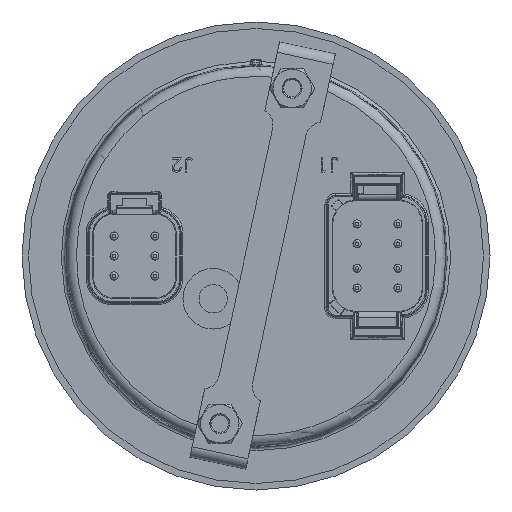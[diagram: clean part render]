
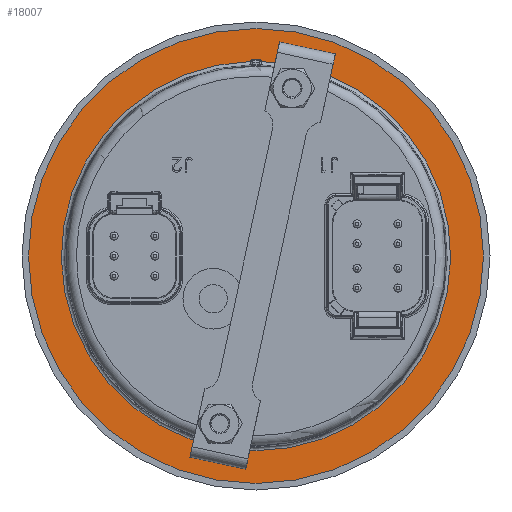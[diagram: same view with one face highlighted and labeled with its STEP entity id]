
A CAD part, front view. The second image highlights one B-rep face of the part: STEP entity #18007.
In plain terms, the highlighted planar face has unit normal (0, -1, 0).
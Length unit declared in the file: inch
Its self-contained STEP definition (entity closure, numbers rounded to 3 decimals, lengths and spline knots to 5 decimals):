
#1095 = CARTESIAN_POINT ( 'NONE',  ( 1.67877, 0.84594, 1.7205 ) ) ;
#1876 = CARTESIAN_POINT ( 'NONE',  ( -0.04, 0.84594, 1.7205 ) ) ;
#2106 = AXIS2_PLACEMENT_3D ( 'NONE', #23414, #12618, #12538 ) ;
#2608 = DIRECTION ( 'NONE',  ( 1., 0., 0. ) ) ;
#2622 = EDGE_CURVE ( 'NONE', #7670, #22687, #19635, .T. ) ;
#2777 = DIRECTION ( 'NONE',  ( 0., 1., 0. ) ) ;
#2928 = CARTESIAN_POINT ( 'NONE',  ( 0., 0.84594, 0. ) ) ;
#3292 = CARTESIAN_POINT ( 'NONE',  ( 0.04, 0.84594, 1.7205 ) ) ;
#3383 = CARTESIAN_POINT ( 'NONE',  ( 1.99615, 0.84594, 0. ) ) ;
#3581 = VERTEX_POINT ( 'NONE', #3383 ) ;
#3794 = AXIS2_PLACEMENT_3D ( 'NONE', #2928, #2777, #2608 ) ;
#3893 = LINE ( 'NONE', #10051, #14452 ) ;
#3998 = DIRECTION ( 'NONE',  ( 0., 1., 0. ) ) ;
#6342 = ORIENTED_EDGE ( 'NONE', *, *, #22749, .F. ) ;
#6369 = CARTESIAN_POINT ( 'NONE',  ( -0.05, 0.84594, 1.7105 ) ) ;
#6379 = VERTEX_POINT ( 'NONE', #3292 ) ;
#7670 = VERTEX_POINT ( 'NONE', #16828 ) ;
#8126 = CARTESIAN_POINT ( 'NONE',  ( 0.05, 0.84594, 1.7105 ) ) ;
#8183 = VECTOR ( 'NONE', #14003, 39.37008 ) ;
#8883 = EDGE_LOOP ( 'NONE', ( #6342 ) ) ;
#9212 = VERTEX_POINT ( 'NONE', #22643 ) ;
#9300 = VECTOR ( 'NONE', #18182, 39.37008 ) ;
#9433 = CARTESIAN_POINT ( 'NONE',  ( 0.04586, 0.84594, 1.7205 ) ) ;
#9498 = CARTESIAN_POINT ( 'NONE',  ( -0.05, 0.84594, 1.70751 ) ) ;
#9533 = ORIENTED_EDGE ( 'NONE', *, *, #17607, .F. ) ;
#9878 = AXIS2_PLACEMENT_3D ( 'NONE', #16614, #3998, #22106 ) ;
#10051 = CARTESIAN_POINT ( 'NONE',  ( 0.05, 0.84594, 0. ) ) ;
#11846 =( BOUNDED_CURVE ( )  B_SPLINE_CURVE ( 3, ( #16285, #12670, #9433, #22117 ),
 .UNSPECIFIED., .F., .F. ) 
 B_SPLINE_CURVE_WITH_KNOTS ( ( 4, 4 ),
 ( 5.49783, 7.06855 ),
 .UNSPECIFIED. ) 
 CURVE ( )  GEOMETRIC_REPRESENTATION_ITEM ( )  RATIONAL_B_SPLINE_CURVE ( ( 1., 0.805, 0.805, 1. ) ) 
 REPRESENTATION_ITEM ( '' )  );
#11925 = CARTESIAN_POINT ( 'NONE',  ( -0.05, 0.84594, 1.71636 ) ) ;
#12177 = CIRCLE ( 'NONE', #9878, 1.99615 ) ;
#12538 = DIRECTION ( 'NONE',  ( 0., 0., -1. ) ) ;
#12618 = DIRECTION ( 'NONE',  ( 0., -1., 0. ) ) ;
#12670 = CARTESIAN_POINT ( 'NONE',  ( 0.05, 0.84594, 1.71636 ) ) ;
#12890 = EDGE_CURVE ( 'NONE', #7670, #21700, #3893, .T. ) ;
#13235 = ORIENTED_EDGE ( 'NONE', *, *, #12890, .F. ) ;
#13520 = EDGE_CURVE ( 'NONE', #9212, #22687, #22067, .T. ) ;
#13589 = LINE ( 'NONE', #1095, #8183 ) ;
#13616 =( BOUNDED_CURVE ( )  B_SPLINE_CURVE ( 3, ( #19180, #20665, #11925, #6369 ),
 .UNSPECIFIED., .F., .T. ) 
 B_SPLINE_CURVE_WITH_KNOTS ( ( 4, 4 ),
 ( 2.35623, 3.92695 ),
 .UNSPECIFIED. ) 
 CURVE ( )  GEOMETRIC_REPRESENTATION_ITEM ( )  RATIONAL_B_SPLINE_CURVE ( ( 1., 0.805, 0.805, 1. ) ) 
 REPRESENTATION_ITEM ( '' )  );
#13733 = FACE_BOUND ( 'NONE', #22525, .T. ) ;
#13979 = ORIENTED_EDGE ( 'NONE', *, *, #2622, .T. ) ;
#14003 = DIRECTION ( 'NONE',  ( 1., 0., 0. ) ) ;
#14452 = VECTOR ( 'NONE', #19044, 39.37008 ) ;
#15729 = ORIENTED_EDGE ( 'NONE', *, *, #23178, .T. ) ;
#15826 = ORIENTED_EDGE ( 'NONE', *, *, #18682, .F. ) ;
#16285 = CARTESIAN_POINT ( 'NONE',  ( 0.05, 0.84594, 1.7105 ) ) ;
#16614 = CARTESIAN_POINT ( 'NONE',  ( 0., 0.84594, 0. ) ) ;
#16828 = CARTESIAN_POINT ( 'NONE',  ( 0.05, 0.84594, 1.70751 ) ) ;
#17607 = EDGE_CURVE ( 'NONE', #18168, #9212, #13616, .T. ) ;
#18007 = ADVANCED_FACE ( 'NONE', ( #13733, #20251 ), #23489, .T. ) ;
#18168 = VERTEX_POINT ( 'NONE', #1876 ) ;
#18182 = DIRECTION ( 'NONE',  ( 0., 0., -1. ) ) ;
#18682 = EDGE_CURVE ( 'NONE', #21700, #6379, #11846, .T. ) ;
#19044 = DIRECTION ( 'NONE',  ( 0., 0., 1. ) ) ;
#19153 = ORIENTED_EDGE ( 'NONE', *, *, #13520, .F. ) ;
#19180 = CARTESIAN_POINT ( 'NONE',  ( -0.04, 0.84594, 1.7205 ) ) ;
#19635 = CIRCLE ( 'NONE', #3794, 1.70825 ) ;
#19821 = CARTESIAN_POINT ( 'NONE',  ( -0.05, 0.84594, 0. ) ) ;
#20251 = FACE_OUTER_BOUND ( 'NONE', #8883, .T. ) ;
#20665 = CARTESIAN_POINT ( 'NONE',  ( -0.04586, 0.84594, 1.7205 ) ) ;
#21700 = VERTEX_POINT ( 'NONE', #8126 ) ;
#22067 = LINE ( 'NONE', #19821, #9300 ) ;
#22106 = DIRECTION ( 'NONE',  ( 1., 0., 0. ) ) ;
#22117 = CARTESIAN_POINT ( 'NONE',  ( 0.04, 0.84594, 1.7205 ) ) ;
#22525 = EDGE_LOOP ( 'NONE', ( #19153, #9533, #15729, #15826, #13235, #13979 ) ) ;
#22643 = CARTESIAN_POINT ( 'NONE',  ( -0.05, 0.84594, 1.7105 ) ) ;
#22687 = VERTEX_POINT ( 'NONE', #9498 ) ;
#22749 = EDGE_CURVE ( 'NONE', #3581, #3581, #12177, .T. ) ;
#23178 = EDGE_CURVE ( 'NONE', #18168, #6379, #13589, .T. ) ;
#23414 = CARTESIAN_POINT ( 'NONE',  ( 1.67877, 0.84594, 0. ) ) ;
#23489 = PLANE ( 'NONE',  #2106 ) ;
